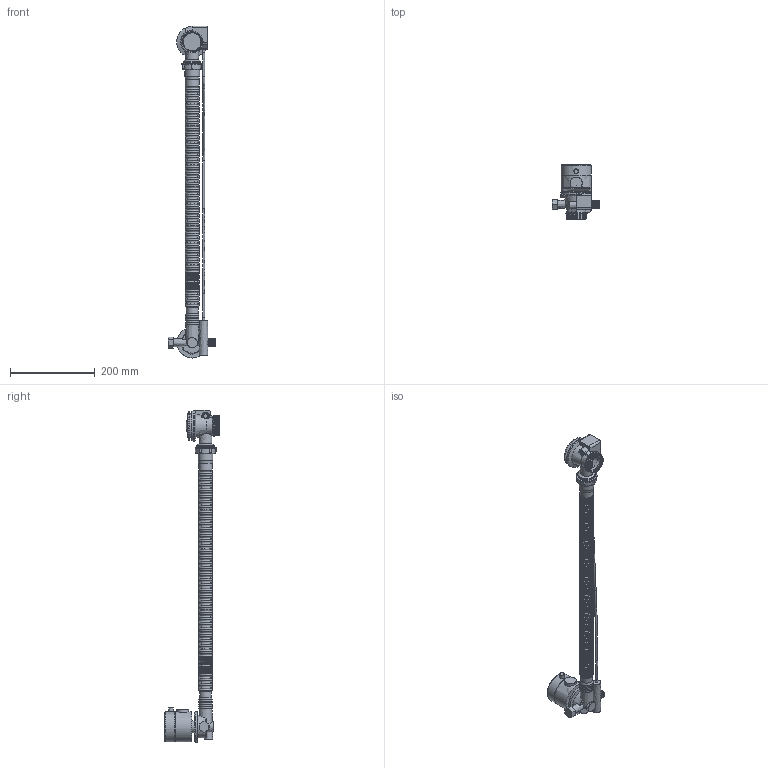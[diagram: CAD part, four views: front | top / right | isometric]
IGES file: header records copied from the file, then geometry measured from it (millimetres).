
Global section: file name: W15; native system: AutoCAD 2016 - English; preprocessor: Autodesk Translation Framework DWG producer (atf_dwg_producer); organization: unknown; date: 20161003.095606; units: millimetre
Bounding box: 113 x 130.8 x 783.5 mm (x, y, z)
Volume: 687351 mm3; surface area: 279502.8 mm2
Topology: 16 solids, 16 shells, 958 faces, 2516 edges, 1864 vertices
Faces by surface type: bspline 958
